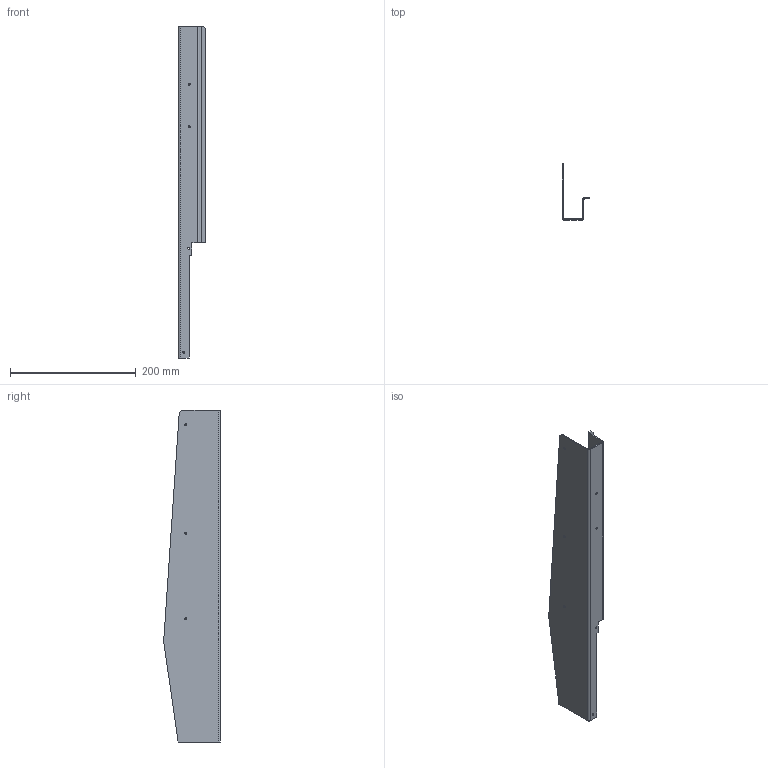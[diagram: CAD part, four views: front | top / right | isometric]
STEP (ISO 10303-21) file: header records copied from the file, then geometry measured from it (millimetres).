
FILE_DESCRIPTION (( 'STEP AP203' ), '1' );
FILE_NAME ('Left Rear Upright_Défaut_sldprt.STEP', '2020-01-15T11:00:43', ( '' ), ( '' ), 'SwSTEP 2.0', 'SolidWorks 2017', '' );
FILE_SCHEMA (( 'CONFIG_CONTROL_DESIGN' ));
Length unit declared in the file: millimetre
Products named in the file (1): Left Rear Upright_Défaut_sldprt
Bounding box: 43.75 x 90 x 527 mm (x, y, z)
Volume: 120316.4 mm3; surface area: 139955.2 mm2
Topology: 1 solids, 1 shells, 47 faces, 119 edges, 74 vertices
Faces by surface type: plane 27, cylinder 20
Entity records: 1510 total; most frequent: DIRECTION 255, CARTESIAN_POINT 241, ORIENTED_EDGE 238, EDGE_CURVE 119, AXIS2_PLACEMENT_3D 88, VECTOR 79, LINE 79, VERTEX_POINT 74
